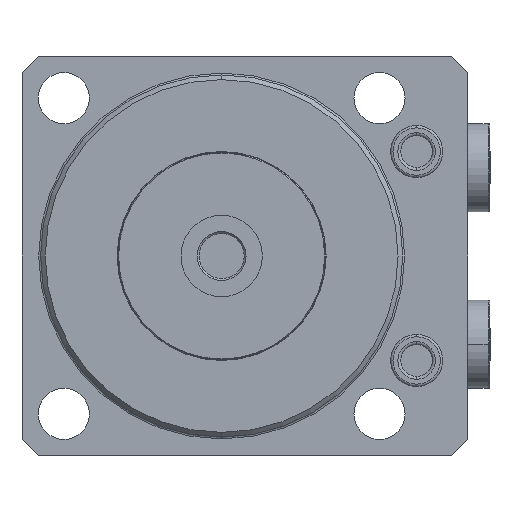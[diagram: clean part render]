
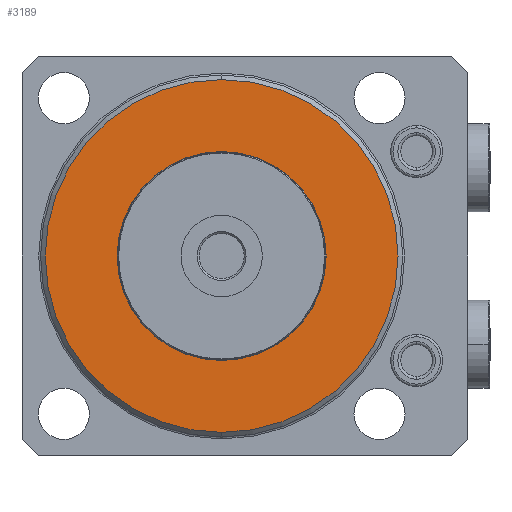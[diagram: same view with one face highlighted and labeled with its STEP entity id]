
A CAD part, front view. The second image highlights one B-rep face of the part: STEP entity #3189.
In plain terms, the highlighted planar face has unit normal (0, -1, 0).
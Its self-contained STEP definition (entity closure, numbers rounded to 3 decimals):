
#255 = CARTESIAN_POINT ( 'NONE',  ( 0., -55., 21.5 ) ) ;
#517 = DIRECTION ( 'NONE',  ( 0., 0., 1. ) ) ;
#518 = DIRECTION ( 'NONE',  ( 0., 1., 0. ) ) ;
#539 = CARTESIAN_POINT ( 'NONE',  ( 0., -55., 0. ) ) ;
#611 = DIRECTION ( 'NONE',  ( 0., 0., 1. ) ) ;
#842 = DIRECTION ( 'NONE',  ( 0., -1., 0. ) ) ;
#846 = CARTESIAN_POINT ( 'NONE',  ( 0., -55., 0. ) ) ;
#1415 = FACE_BOUND ( 'NONE', #8687, .T. ) ;
#1419 = FACE_OUTER_BOUND ( 'NONE', #8686, .T. ) ;
#1553 = CIRCLE ( 'NONE', #9906, 21.5 ) ;
#1554 = CIRCLE ( 'NONE', #9907, 38. ) ;
#1978 = EDGE_CURVE ( 'NONE', #9353, #9351, #3637, .T. ) ;
#2047 = EDGE_CURVE ( 'NONE', #4936, #9476, #3539, .T. ) ;
#2534 = EDGE_CURVE ( 'NONE', #9351, #9353, #1554, .T. ) ;
#2535 = EDGE_CURVE ( 'NONE', #9476, #4936, #1553, .T. ) ;
#3189 = ADVANCED_FACE ( 'NONE', ( #1419, #1415 ), #7064, .F. ) ;
#3539 = CIRCLE ( 'NONE', #10147, 21.5 ) ;
#3637 = CIRCLE ( 'NONE', #10185, 38. ) ;
#4936 = VERTEX_POINT ( 'NONE', #255 ) ;
#5609 = DIRECTION ( 'NONE',  ( 0., 0., 1. ) ) ;
#5610 = DIRECTION ( 'NONE',  ( 0., 1., 0. ) ) ;
#5612 = CARTESIAN_POINT ( 'NONE',  ( 0., -55., 0. ) ) ;
#5613 = DIRECTION ( 'NONE',  ( 0., 0., 1. ) ) ;
#5614 = DIRECTION ( 'NONE',  ( 0., -1., 0. ) ) ;
#5615 = CARTESIAN_POINT ( 'NONE',  ( 0., -55., 0. ) ) ;
#6473 = ORIENTED_EDGE ( 'NONE', *, *, #2534, .T. ) ;
#6474 = ORIENTED_EDGE ( 'NONE', *, *, #1978, .T. ) ;
#6476 = ORIENTED_EDGE ( 'NONE', *, *, #2535, .T. ) ;
#6478 = ORIENTED_EDGE ( 'NONE', *, *, #2047, .T. ) ;
#7064 = PLANE ( 'NONE',  #9829 ) ;
#7082 = DIRECTION ( 'NONE',  ( 0., 0., 1. ) ) ;
#7248 = DIRECTION ( 'NONE',  ( 0., 1., 0. ) ) ;
#7385 = CARTESIAN_POINT ( 'NONE',  ( 0., -55., 0. ) ) ;
#8686 = EDGE_LOOP ( 'NONE', ( #6473, #6474 ) ) ;
#8687 = EDGE_LOOP ( 'NONE', ( #6476, #6478 ) ) ;
#8851 = CARTESIAN_POINT ( 'NONE',  ( 0., -55., -38. ) ) ;
#8859 = CARTESIAN_POINT ( 'NONE',  ( 0., -55., 38. ) ) ;
#8871 = CARTESIAN_POINT ( 'NONE',  ( 0., -55., -21.5 ) ) ;
#9351 = VERTEX_POINT ( 'NONE', #8859 ) ;
#9353 = VERTEX_POINT ( 'NONE', #8851 ) ;
#9476 = VERTEX_POINT ( 'NONE', #8871 ) ;
#9829 = AXIS2_PLACEMENT_3D ( 'NONE', #7385, #7248, #7082 ) ;
#9906 = AXIS2_PLACEMENT_3D ( 'NONE', #5612, #5610, #5609 ) ;
#9907 = AXIS2_PLACEMENT_3D ( 'NONE', #5615, #5614, #5613 ) ;
#10147 = AXIS2_PLACEMENT_3D ( 'NONE', #539, #518, #517 ) ;
#10185 = AXIS2_PLACEMENT_3D ( 'NONE', #846, #842, #611 ) ;
